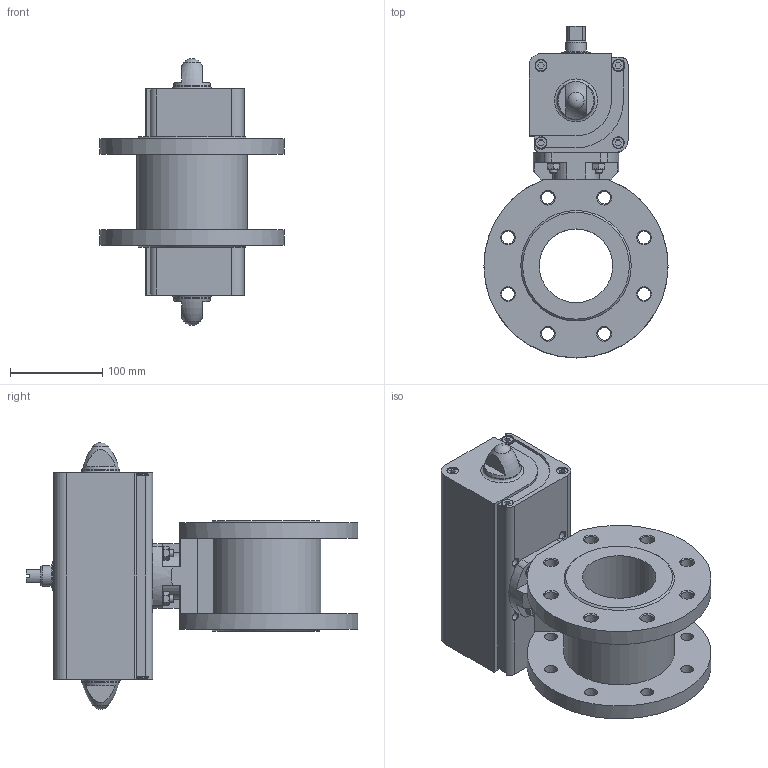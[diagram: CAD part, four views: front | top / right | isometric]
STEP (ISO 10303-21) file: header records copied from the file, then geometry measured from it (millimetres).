
FILE_DESCRIPTION(/* description */ ('STEP AP214'),/* implementation_level */ '2;1');
FILE_NAME(/* name */ '1913373_VZBC-80-FF-16-22-F07-V4V4T-PP180-R-90-C',/* time_stamp */ '2024-09-18T01:17:53+02:00',/* author */ ('License CC BY-ND 4.0'),/* organization */ ('CADENAS'),/* preprocessor_version */ 'ST-DEVELOPER v19.3',/* originating_system */ 'PARTsolutions',/* authorisation */ ' ');
FILE_SCHEMA (('AUTOMOTIVE_DESIGN {1 0 10303 214 3 1 1}'));
Length unit declared in the file: millimetre
Products named in the file (8): 1913373 VZBC-80-FF-16-22-F07-V4V4T-PP180-R-90-C; 1692208 VZBC-80-FF-16-22-F07-V4V4T; DIN-913 - M8x30; 690068 S 8 A2; DIN 934 - M8(F); 533421 DAPS-0180-090-R-F0710---(1); 533421 DAPS-0180-090-R-F0710---(2); 8082126 DARQ-R-A-S22-S17-22
Assembly tree (16 placements, depth 2):
  1913373 VZBC-80-FF-16-22-F07-V4V4T-PP180-R-90-C
    1692208 VZBC-80-FF-16-22-F07-V4V4T
    DIN-913 - M8x30  x4
    690068 S 8 A2  x4
    DIN 934 - M8(F)  x4
    533421 DAPS-0180-090-R-F0710---(1)
    533421 DAPS-0180-090-R-F0710---(2)
    8082126 DARQ-R-A-S22-S17-22
Bounding box: 200 x 360.5 x 289.9 mm (x, y, z)
Volume: 4183354.5 mm3; surface area: 377016.6 mm2
Topology: 16 solids, 16 shells, 522 faces, 1279 edges, 805 vertices
Faces by surface type: plane 269, cylinder 123, cone 114, torus 14, sphere 2
Full cylindrical faces by diameter (mm): 4.134 x8, 4.917 x1, 6.647 x8, 8 x4, 8.376 x4, 8.4 x4, 8.566 x2, 9 x4, 13 x12, 13.835 x16, 22 x1, 25.1 x1, 31 x2, 44 x2, 51 x1, 55 x1, 80 x1
Entity records: 12035 total; most frequent: CARTESIAN_POINT 2133, DIRECTION 2046, ORIENTED_EDGE 1760, EDGE_CURVE 880, AXIS2_PLACEMENT_3D 760, VERTEX_POINT 659, FACE_BOUND 657, EDGE_LOOP 638
